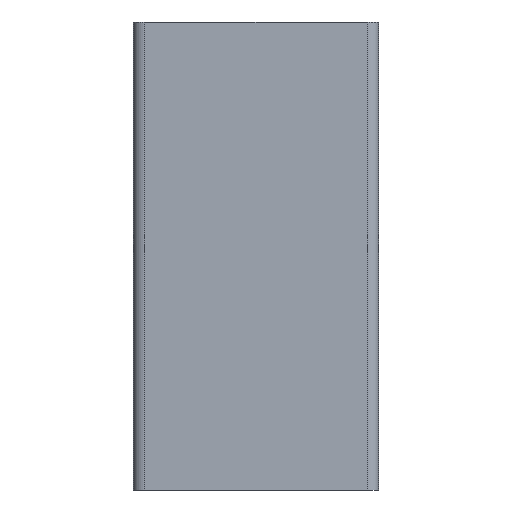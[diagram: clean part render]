
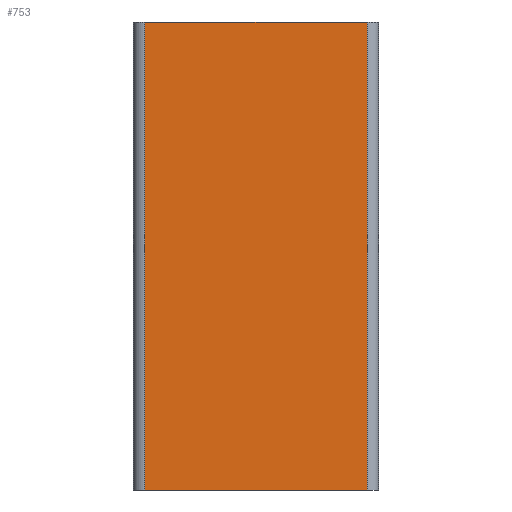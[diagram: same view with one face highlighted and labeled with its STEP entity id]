
A CAD part, front view. The second image highlights one B-rep face of the part: STEP entity #753.
In plain terms, the highlighted planar face has unit normal (0, -1, 0).
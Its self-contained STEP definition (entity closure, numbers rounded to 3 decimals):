
#17=PLANE('',#825);
#61=FACE_OUTER_BOUND('',#115,.T.);
#115=EDGE_LOOP('',(#537,#538,#539,#540));
#173=LINE('',#1164,#257);
#174=LINE('',#1167,#258);
#175=LINE('',#1169,#259);
#176=LINE('',#1170,#260);
#257=VECTOR('',#921,10.);
#258=VECTOR('',#924,10.);
#259=VECTOR('',#925,10.);
#260=VECTOR('',#926,10.);
#365=VERTEX_POINT('',#1160);
#366=VERTEX_POINT('',#1162);
#367=VERTEX_POINT('',#1166);
#368=VERTEX_POINT('',#1168);
#425=EDGE_CURVE('',#366,#365,#173,.T.);
#426=EDGE_CURVE('',#366,#367,#174,.T.);
#427=EDGE_CURVE('',#368,#367,#175,.T.);
#428=EDGE_CURVE('',#365,#368,#176,.T.);
#537=ORIENTED_EDGE('',*,*,#425,.F.);
#538=ORIENTED_EDGE('',*,*,#426,.T.);
#539=ORIENTED_EDGE('',*,*,#427,.F.);
#540=ORIENTED_EDGE('',*,*,#428,.F.);
#753=ADVANCED_FACE('',(#61),#17,.T.);
#825=AXIS2_PLACEMENT_3D('',#1165,#922,#923);
#921=DIRECTION('',(0.,0.,1.));
#922=DIRECTION('center_axis',(0.,-1.,0.));
#923=DIRECTION('ref_axis',(1.,0.,0.));
#924=DIRECTION('',(1.,0.,0.));
#925=DIRECTION('',(0.,0.,-1.));
#926=DIRECTION('',(1.,0.,0.));
#1160=CARTESIAN_POINT('',(2.5,-2.5,210.));
#1162=CARTESIAN_POINT('',(2.5,-2.5,0.));
#1164=CARTESIAN_POINT('',(2.5,-2.5,0.));
#1165=CARTESIAN_POINT('Origin',(0.,-2.5,0.));
#1166=CARTESIAN_POINT('',(102.5,-2.5,0.));
#1167=CARTESIAN_POINT('',(0.,-2.5,0.));
#1168=CARTESIAN_POINT('',(102.5,-2.5,210.));
#1169=CARTESIAN_POINT('',(102.5,-2.5,0.));
#1170=CARTESIAN_POINT('',(0.,-2.5,210.));
